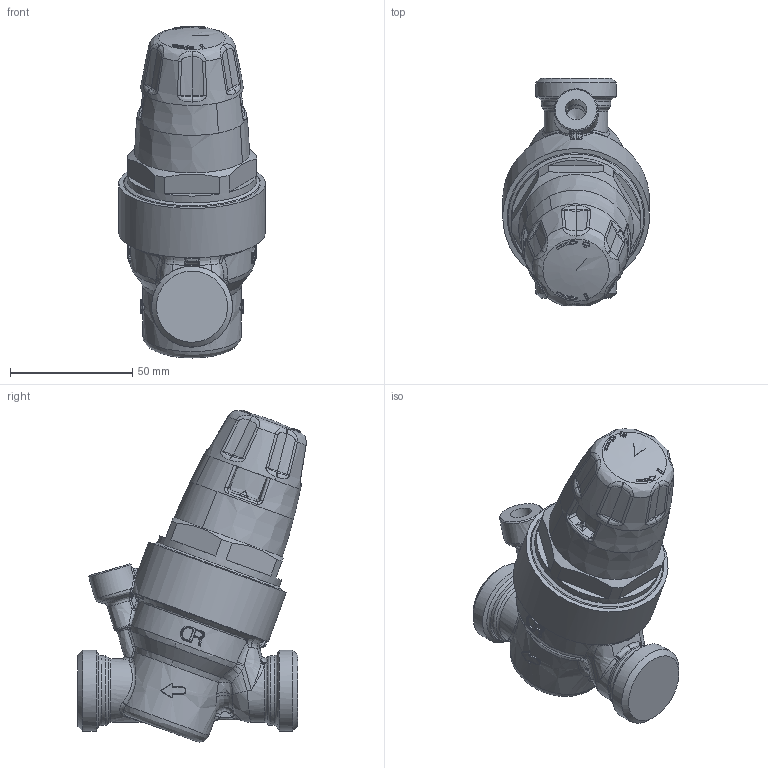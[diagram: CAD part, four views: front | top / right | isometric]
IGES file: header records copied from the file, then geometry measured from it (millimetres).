
Global section: file name: 535850HA; native system: Autodesk Inventor 2025; preprocessor: unknown; author: none; organization: none; date: 20250819.101933; units: millimetre
Bounding box: 59.96 x 93.45 x 135.88 mm (x, y, z)
Volume: 267298.6 mm3; surface area: 30037.5 mm2
Topology: 1 solids, 1 shells, 740 faces, 1878 edges, 1127 vertices
Faces by surface type: bspline 740
